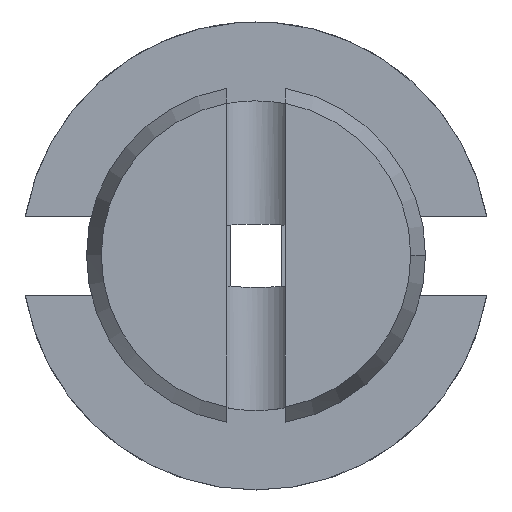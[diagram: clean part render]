
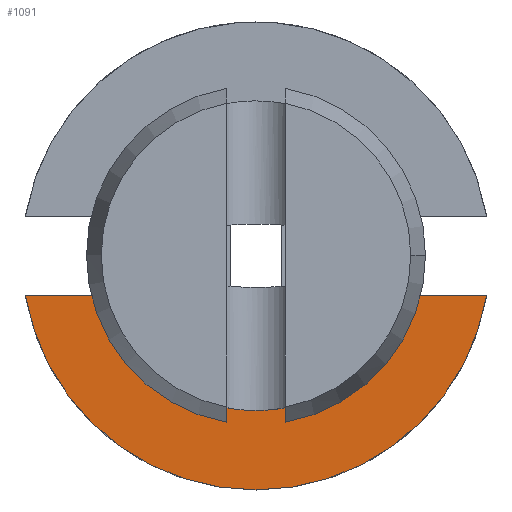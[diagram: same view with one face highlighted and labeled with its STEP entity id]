
A CAD part, top view. The second image highlights one B-rep face of the part: STEP entity #1091.
In plain terms, the highlighted planar face has unit normal (0, 0, 1).
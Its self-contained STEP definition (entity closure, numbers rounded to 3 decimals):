
#101 = EDGE_CURVE ( 'NONE', #1738, #387, #504, .T. ) ;
#235 = ORIENTED_EDGE ( 'NONE', *, *, #411, .T. ) ;
#299 = DIRECTION ( 'NONE',  ( 0., 0., -1. ) ) ;
#353 = CIRCLE ( 'NONE', #2406, 3.175 ) ;
#383 = CARTESIAN_POINT ( 'NONE',  ( 0., 2.638, 0.889 ) ) ;
#387 = VERTEX_POINT ( 'NONE', #2026 ) ;
#411 = EDGE_CURVE ( 'NONE', #712, #1069, #2344, .T. ) ;
#424 = AXIS2_PLACEMENT_3D ( 'NONE', #428, #1771, #622 ) ;
#428 = CARTESIAN_POINT ( 'NONE',  ( 0., 0., 0.889 ) ) ;
#492 = CARTESIAN_POINT ( 'NONE',  ( 3.175, -0.538, 0.889 ) ) ;
#504 = LINE ( 'NONE', #492, #2476 ) ;
#574 = CARTESIAN_POINT ( 'NONE',  ( -3.129, -0.538, 0.889 ) ) ;
#622 = DIRECTION ( 'NONE',  ( 1., 0., 0. ) ) ;
#712 = VERTEX_POINT ( 'NONE', #1430 ) ;
#773 = DIRECTION ( 'NONE',  ( 0., 0., -1. ) ) ;
#815 = EDGE_CURVE ( 'NONE', #1738, #1042, #353, .T. ) ;
#831 = DIRECTION ( 'NONE',  ( -1., 0., 0. ) ) ;
#853 = EDGE_LOOP ( 'NONE', ( #235, #1334, #1582, #1701, #956, #2291 ) ) ;
#954 = CARTESIAN_POINT ( 'NONE',  ( 0., 0., 0.889 ) ) ;
#956 = ORIENTED_EDGE ( 'NONE', *, *, #2295, .T. ) ;
#979 = VERTEX_POINT ( 'NONE', #2062 ) ;
#1037 = CARTESIAN_POINT ( 'NONE',  ( 3.175, -0.538, 0.889 ) ) ;
#1042 = VERTEX_POINT ( 'NONE', #2088 ) ;
#1069 = VERTEX_POINT ( 'NONE', #574 ) ;
#1091 = ADVANCED_FACE ( 'NONE', ( #1987 ), #2299, .T. ) ;
#1137 = DIRECTION ( 'NONE',  ( 1., 0., 0. ) ) ;
#1148 = DIRECTION ( 'NONE',  ( 0., 0., 1. ) ) ;
#1334 = ORIENTED_EDGE ( 'NONE', *, *, #2426, .F. ) ;
#1352 = CIRCLE ( 'NONE', #424, 3.175 ) ;
#1423 = DIRECTION ( 'NONE',  ( -1., 0., 0. ) ) ;
#1430 = CARTESIAN_POINT ( 'NONE',  ( -2.03, -0.538, 0.889 ) ) ;
#1443 = CARTESIAN_POINT ( 'NONE',  ( 0., 0., 0.889 ) ) ;
#1558 = AXIS2_PLACEMENT_3D ( 'NONE', #954, #2285, #1137 ) ;
#1582 = ORIENTED_EDGE ( 'NONE', *, *, #815, .F. ) ;
#1600 = CIRCLE ( 'NONE', #1558, 2.1 ) ;
#1630 = DIRECTION ( 'NONE',  ( 1., 0., 0. ) ) ;
#1701 = ORIENTED_EDGE ( 'NONE', *, *, #101, .T. ) ;
#1738 = VERTEX_POINT ( 'NONE', #2388 ) ;
#1771 = DIRECTION ( 'NONE',  ( 0., 0., -1. ) ) ;
#1926 = CARTESIAN_POINT ( 'NONE',  ( 0., 0., 0.889 ) ) ;
#1942 = AXIS2_PLACEMENT_3D ( 'NONE', #1926, #773, #2114 ) ;
#1987 = FACE_OUTER_BOUND ( 'NONE', #853, .T. ) ;
#2026 = CARTESIAN_POINT ( 'NONE',  ( 2.03, -0.538, 0.889 ) ) ;
#2048 = CIRCLE ( 'NONE', #1942, 2.1 ) ;
#2062 = CARTESIAN_POINT ( 'NONE',  ( 0., -2.1, 0.889 ) ) ;
#2088 = CARTESIAN_POINT ( 'NONE',  ( 0., -3.175, 0.889 ) ) ;
#2114 = DIRECTION ( 'NONE',  ( 1., 0., 0. ) ) ;
#2281 = VECTOR ( 'NONE', #1423, 1000. ) ;
#2285 = DIRECTION ( 'NONE',  ( 0., 0., -1. ) ) ;
#2291 = ORIENTED_EDGE ( 'NONE', *, *, #2334, .T. ) ;
#2295 = EDGE_CURVE ( 'NONE', #387, #979, #1600, .T. ) ;
#2299 = PLANE ( 'NONE',  #2320 ) ;
#2320 = AXIS2_PLACEMENT_3D ( 'NONE', #383, #1148, #2496 ) ;
#2334 = EDGE_CURVE ( 'NONE', #979, #712, #2048, .T. ) ;
#2344 = LINE ( 'NONE', #1037, #2281 ) ;
#2388 = CARTESIAN_POINT ( 'NONE',  ( 3.129, -0.538, 0.889 ) ) ;
#2406 = AXIS2_PLACEMENT_3D ( 'NONE', #1443, #299, #1630 ) ;
#2426 = EDGE_CURVE ( 'NONE', #1042, #1069, #1352, .T. ) ;
#2476 = VECTOR ( 'NONE', #831, 1000. ) ;
#2496 = DIRECTION ( 'NONE',  ( 1., 0., 0. ) ) ;
